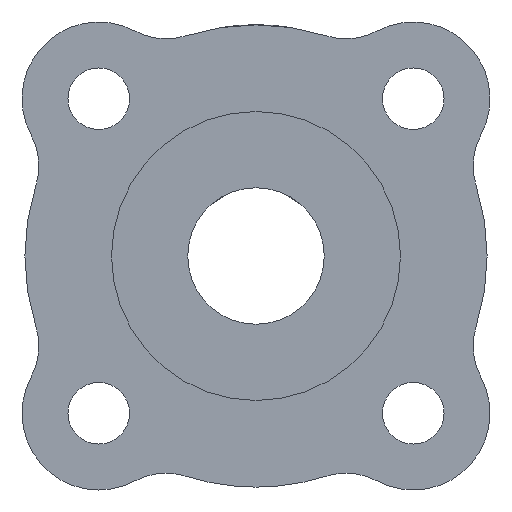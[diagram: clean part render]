
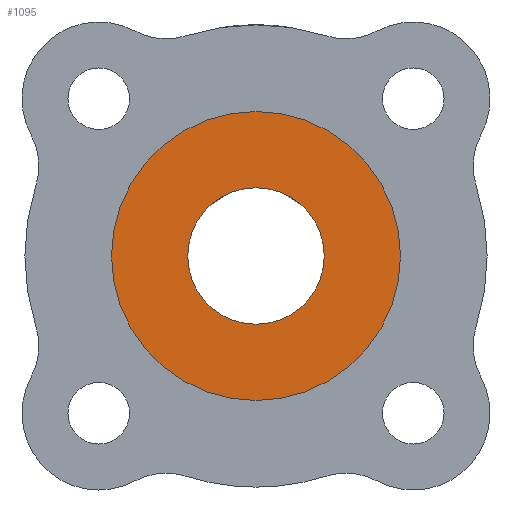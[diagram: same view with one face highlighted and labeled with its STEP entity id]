
A CAD part, front view. The second image highlights one B-rep face of the part: STEP entity #1095.
In plain terms, the highlighted planar face has unit normal (0, -1, 0).
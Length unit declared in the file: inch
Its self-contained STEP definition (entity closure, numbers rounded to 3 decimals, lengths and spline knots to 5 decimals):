
#13 = CARTESIAN_POINT ( 'NONE',  ( 0., 0., 0. ) ) ;
#84 = DIRECTION ( 'NONE',  ( 0., 0., 1. ) ) ;
#152 = ORIENTED_EDGE ( 'NONE', *, *, #1456, .F. ) ;
#170 = AXIS2_PLACEMENT_3D ( 'NONE', #313, #1156, #452 ) ;
#176 = AXIS2_PLACEMENT_3D ( 'NONE', #13, #944, #84 ) ;
#239 = FACE_BOUND ( 'NONE', #748, .T. ) ;
#242 = DIRECTION ( 'NONE',  ( 0., 0., 1. ) ) ;
#243 = DIRECTION ( 'NONE',  ( 0., 1., 0. ) ) ;
#249 = CARTESIAN_POINT ( 'NONE',  ( 0., 0., 0. ) ) ;
#260 = CARTESIAN_POINT ( 'NONE',  ( 0., 0., -0.25 ) ) ;
#263 = CARTESIAN_POINT ( 'NONE',  ( 0., 0., 0.25 ) ) ;
#265 = VERTEX_POINT ( 'NONE', #260 ) ;
#268 = CARTESIAN_POINT ( 'NONE',  ( 0., 0., 0.11811 ) ) ;
#281 = VERTEX_POINT ( 'NONE', #263 ) ;
#313 = CARTESIAN_POINT ( 'NONE',  ( 0., 0., 0. ) ) ;
#452 = DIRECTION ( 'NONE',  ( 0., 0., 1. ) ) ;
#511 = ORIENTED_EDGE ( 'NONE', *, *, #1444, .F. ) ;
#514 = VERTEX_POINT ( 'NONE', #787 ) ;
#566 = AXIS2_PLACEMENT_3D ( 'NONE', #793, #786, #708 ) ;
#625 = CIRCLE ( 'NONE', #945, 0.11811 ) ;
#638 = AXIS2_PLACEMENT_3D ( 'NONE', #1431, #1412, #1401 ) ;
#708 = DIRECTION ( 'NONE',  ( 0., 0., 1. ) ) ;
#748 = EDGE_LOOP ( 'NONE', ( #1094, #1334 ) ) ;
#757 = EDGE_CURVE ( 'NONE', #514, #769, #625, .T. ) ;
#769 = VERTEX_POINT ( 'NONE', #268 ) ;
#786 = DIRECTION ( 'NONE',  ( 0., 1., 0. ) ) ;
#787 = CARTESIAN_POINT ( 'NONE',  ( 0., 0., -0.11811 ) ) ;
#793 = CARTESIAN_POINT ( 'NONE',  ( 0., 0., 0. ) ) ;
#944 = DIRECTION ( 'NONE',  ( 0., 1., 0. ) ) ;
#945 = AXIS2_PLACEMENT_3D ( 'NONE', #249, #243, #242 ) ;
#1006 = EDGE_LOOP ( 'NONE', ( #152, #511 ) ) ;
#1050 = CIRCLE ( 'NONE', #170, 0.11811 ) ;
#1094 = ORIENTED_EDGE ( 'NONE', *, *, #1458, .T. ) ;
#1095 = ADVANCED_FACE ( 'NONE', ( #239, #1205 ), #1461, .F. ) ;
#1156 = DIRECTION ( 'NONE',  ( 0., 1., 0. ) ) ;
#1205 = FACE_OUTER_BOUND ( 'NONE', #1006, .T. ) ;
#1295 = CIRCLE ( 'NONE', #176, 0.25 ) ;
#1334 = ORIENTED_EDGE ( 'NONE', *, *, #757, .T. ) ;
#1347 = CIRCLE ( 'NONE', #566, 0.25 ) ;
#1401 = DIRECTION ( 'NONE',  ( 0., 0., 1. ) ) ;
#1412 = DIRECTION ( 'NONE',  ( 0., 1., 0. ) ) ;
#1431 = CARTESIAN_POINT ( 'NONE',  ( 0., 0., 0. ) ) ;
#1444 = EDGE_CURVE ( 'NONE', #281, #265, #1347, .T. ) ;
#1456 = EDGE_CURVE ( 'NONE', #265, #281, #1295, .T. ) ;
#1458 = EDGE_CURVE ( 'NONE', #769, #514, #1050, .T. ) ;
#1461 = PLANE ( 'NONE',  #638 ) ;
